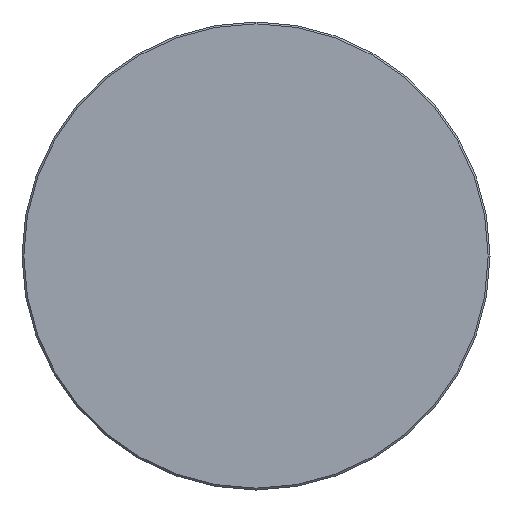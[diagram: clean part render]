
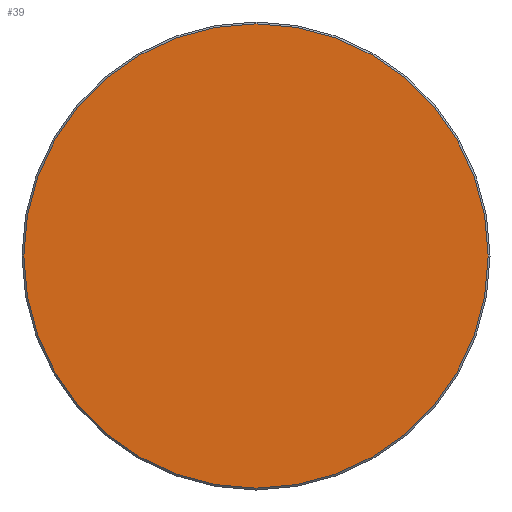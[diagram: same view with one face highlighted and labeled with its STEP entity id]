
A CAD part, left-side view. The second image highlights one B-rep face of the part: STEP entity #39.
In plain terms, the highlighted planar face has unit normal (-1, 0, 0).
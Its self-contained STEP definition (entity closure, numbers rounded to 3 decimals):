
#39 = ADVANCED_FACE('',(#40),#60,.F.);
#40 = FACE_BOUND('',#41,.F.);
#41 = EDGE_LOOP('',(#42,#53));
#42 = ORIENTED_EDGE('',*,*,#43,.F.);
#43 = EDGE_CURVE('',#44,#46,#48,.T.);
#44 = VERTEX_POINT('',#45);
#45 = CARTESIAN_POINT('',(-76.937,37.7,0.));
#46 = VERTEX_POINT('',#47);
#47 = CARTESIAN_POINT('',(-76.937,-37.7,0.));
#48 = CIRCLE('',#49,37.7);
#49 = AXIS2_PLACEMENT_3D('',#50,#51,#52);
#50 = CARTESIAN_POINT('',(-76.937,0.,0.));
#51 = DIRECTION('',(-1.,0.,0.));
#52 = DIRECTION('',(0.,1.,0.));
#53 = ORIENTED_EDGE('',*,*,#54,.T.);
#54 = EDGE_CURVE('',#44,#46,#55,.T.);
#55 = CIRCLE('',#56,37.7);
#56 = AXIS2_PLACEMENT_3D('',#57,#58,#59);
#57 = CARTESIAN_POINT('',(-76.937,0.,0.));
#58 = DIRECTION('',(1.,0.,0.));
#59 = DIRECTION('',(-0.,1.,0.));
#60 = PLANE('',#61);
#61 = AXIS2_PLACEMENT_3D('',#62,#63,#64);
#62 = CARTESIAN_POINT('',(-76.937,0.,0.));
#63 = DIRECTION('',(1.,0.,0.));
#64 = DIRECTION('',(0.,-1.,0.));
